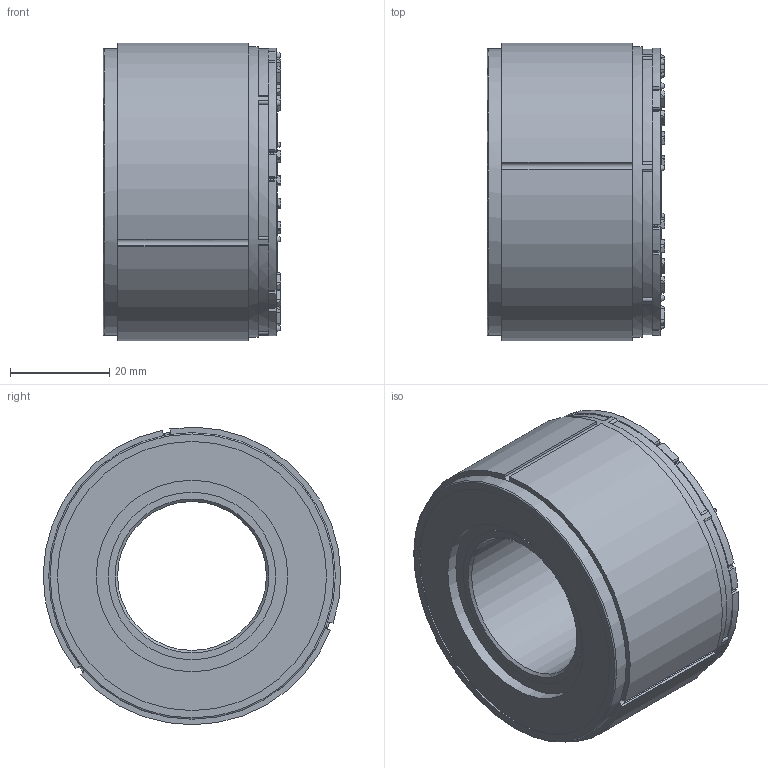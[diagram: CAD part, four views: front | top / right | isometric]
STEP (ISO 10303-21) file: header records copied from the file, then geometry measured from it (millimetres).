
FILE_DESCRIPTION(/* description */ ('STEP AP214'),/* implementation_level */ '2;1');
FILE_NAME(/* name */ 'TBM2G-06026A-BHNA-00',/* time_stamp */ '2024-12-04T23:21:11+01:00',/* author */ ('License CC BY-ND 4.0'),/* organization */ ('CADENAS'),/* preprocessor_version */ 'ST-DEVELOPER v19.3',/* originating_system */ 'PARTsolutions',/* authorisation */ ' ');
FILE_SCHEMA (('AUTOMOTIVE_DESIGN {1 0 10303 214 3 1 1}'));
Length unit declared in the file: inch
Products named in the file (2): TBM2G-06026A-BHNA-00; 060 26 N HB_60
Assembly tree (1 placements, depth 2):
  TBM2G-06026A-BHNA-00
    060 26 N HB_60
Bounding box: 35.86 x 59.99 x 59.99 mm (x, y, z)
Volume: 70605 mm3; surface area: 15045.4 mm2
Topology: 1 solids, 1 shells, 387 faces, 1003 edges, 646 vertices
Faces by surface type: plane 190, cylinder 152, torus 37, cone 8
Full cylindrical faces by diameter (mm): 0.762 x10, 1.524 x6, 2.032 x3, 2.54 x1, 3.302 x2, 30.023 x1, 33.782 x2, 38.608 x2, 54.254 x1, 57.76 x1, 58.547 x1
Entity records: 11859 total; most frequent: CARTESIAN_POINT 2423, DIRECTION 2012, ORIENTED_EDGE 1920, EDGE_CURVE 960, AXIS2_PLACEMENT_3D 807, VERTEX_POINT 642, EDGE_LOOP 456, FACE_BOUND 456
